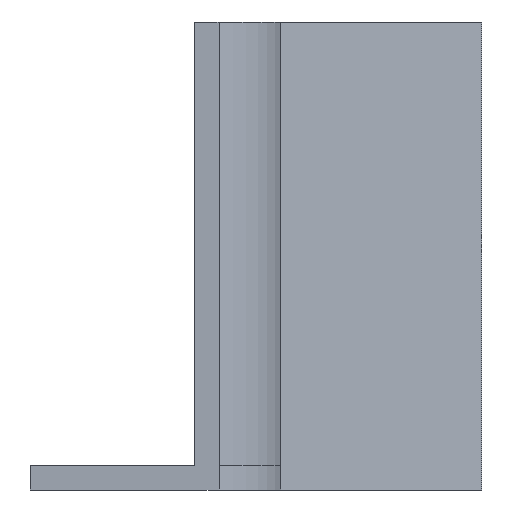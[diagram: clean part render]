
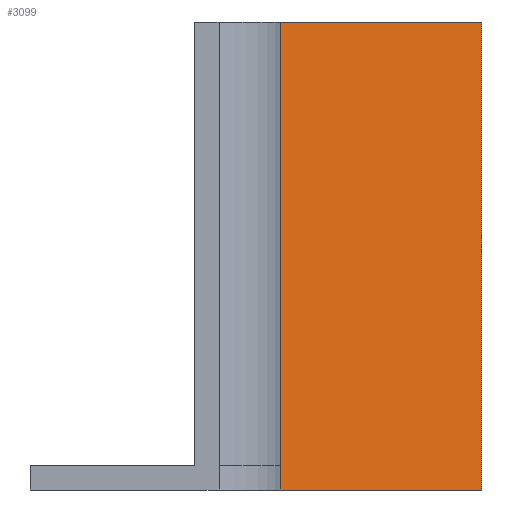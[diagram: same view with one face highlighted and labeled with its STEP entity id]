
A CAD part, left-side view. The second image highlights one B-rep face of the part: STEP entity #3099.
In plain terms, the highlighted planar face has unit normal (-0.977, -0.214, 0).
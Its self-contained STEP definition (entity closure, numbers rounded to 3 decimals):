
#100 = PLANE('',#101);
#101 = AXIS2_PLACEMENT_3D('',#102,#103,#104);
#102 = CARTESIAN_POINT('',(-12.29,1.5,28.5));
#103 = DIRECTION('',(0.,0.,1.));
#104 = DIRECTION('',(1.,0.,0.));
#1322 = PLANE('',#1323);
#1323 = AXIS2_PLACEMENT_3D('',#1324,#1325,#1326);
#1324 = CARTESIAN_POINT('',(-6.5,-16.,0.));
#1325 = DIRECTION('',(0.,1.,0.));
#1326 = DIRECTION('',(0.,0.,-1.));
#2283 = PLANE('',#2284);
#2284 = AXIS2_PLACEMENT_3D('',#2285,#2286,#2287);
#2285 = CARTESIAN_POINT('',(20.,11.5,0.));
#2286 = DIRECTION('',(0.,0.,1.));
#2287 = DIRECTION('',(1.,0.,0.));
#2488 = VERTEX_POINT('',#2489);
#2489 = CARTESIAN_POINT('',(-9.18,-3.749,0.));
#2504 = CYLINDRICAL_SURFACE('',#2505,6.5);
#2505 = AXIS2_PLACEMENT_3D('',#2506,#2507,#2508);
#2506 = CARTESIAN_POINT('',(-7.391,2.5,1.5));
#2507 = DIRECTION('',(0.,0.,1.));
#2508 = DIRECTION('',(-1.,-0.,-0.));
#2516 = EDGE_CURVE('',#2488,#2517,#2519,.T.);
#2517 = VERTEX_POINT('',#2518);
#2518 = CARTESIAN_POINT('',(-6.5,-16.,0.));
#2519 = SURFACE_CURVE('',#2520,(#2524,#2531),.PCURVE_S1.);
#2520 = LINE('',#2521,#2522);
#2521 = CARTESIAN_POINT('',(-10.,0.,0.));
#2522 = VECTOR('',#2523,1.);
#2523 = DIRECTION('',(0.214,-0.977,0.));
#2524 = PCURVE('',#2283,#2525);
#2525 = DEFINITIONAL_REPRESENTATION('',(#2526),#2530);
#2526 = LINE('',#2527,#2528);
#2527 = CARTESIAN_POINT('',(-30.,-11.5));
#2528 = VECTOR('',#2529,1.);
#2529 = DIRECTION('',(0.214,-0.977));
#2530 = ( GEOMETRIC_REPRESENTATION_CONTEXT(2) 
PARAMETRIC_REPRESENTATION_CONTEXT() REPRESENTATION_CONTEXT('2D SPACE',''
  ) );
#2531 = PCURVE('',#2532,#2537);
#2532 = PLANE('',#2533);
#2533 = AXIS2_PLACEMENT_3D('',#2534,#2535,#2536);
#2534 = CARTESIAN_POINT('',(-7.84,-9.874,
    14.25));
#2535 = DIRECTION('',(-0.977,-0.214,0.
    ));
#2536 = DIRECTION('',(0.214,-0.977,0.));
#2537 = DEFINITIONAL_REPRESENTATION('',(#2538),#2542);
#2538 = LINE('',#2539,#2540);
#2539 = CARTESIAN_POINT('',(-10.108,-14.25));
#2540 = VECTOR('',#2541,1.);
#2541 = DIRECTION('',(1.,0.));
#2542 = ( GEOMETRIC_REPRESENTATION_CONTEXT(2) 
PARAMETRIC_REPRESENTATION_CONTEXT() REPRESENTATION_CONTEXT('2D SPACE',''
  ) );
#2701 = EDGE_CURVE('',#2702,#2488,#2704,.T.);
#2702 = VERTEX_POINT('',#2703);
#2703 = CARTESIAN_POINT('',(-9.18,-3.749,1.5));
#2704 = SURFACE_CURVE('',#2705,(#2709,#2716),.PCURVE_S1.);
#2705 = LINE('',#2706,#2707);
#2706 = CARTESIAN_POINT('',(-9.18,-3.749,1.5));
#2707 = VECTOR('',#2708,1.);
#2708 = DIRECTION('',(-0.,-0.,-1.));
#2709 = PCURVE('',#2504,#2710);
#2710 = DEFINITIONAL_REPRESENTATION('',(#2711),#2715);
#2711 = LINE('',#2712,#2713);
#2712 = CARTESIAN_POINT('',(1.292,0.));
#2713 = VECTOR('',#2714,1.);
#2714 = DIRECTION('',(0.,-1.));
#2715 = ( GEOMETRIC_REPRESENTATION_CONTEXT(2) 
PARAMETRIC_REPRESENTATION_CONTEXT() REPRESENTATION_CONTEXT('2D SPACE',''
  ) );
#2716 = PCURVE('',#2532,#2717);
#2717 = DEFINITIONAL_REPRESENTATION('',(#2718),#2722);
#2718 = LINE('',#2719,#2720);
#2719 = CARTESIAN_POINT('',(-6.27,-12.75));
#2720 = VECTOR('',#2721,1.);
#2721 = DIRECTION('',(-0.,-1.));
#2722 = ( GEOMETRIC_REPRESENTATION_CONTEXT(2) 
PARAMETRIC_REPRESENTATION_CONTEXT() REPRESENTATION_CONTEXT('2D SPACE',''
  ) );
#2739 = CYLINDRICAL_SURFACE('',#2740,6.5);
#2740 = AXIS2_PLACEMENT_3D('',#2741,#2742,#2743);
#2741 = CARTESIAN_POINT('',(-7.391,2.5,1.5));
#2742 = DIRECTION('',(0.,0.,-1.));
#2743 = DIRECTION('',(-1.,-0.,-0.));
#2754 = EDGE_CURVE('',#2702,#2755,#2757,.T.);
#2755 = VERTEX_POINT('',#2756);
#2756 = CARTESIAN_POINT('',(-9.18,-3.749,28.5));
#2757 = SURFACE_CURVE('',#2758,(#2762,#2769),.PCURVE_S1.);
#2758 = LINE('',#2759,#2760);
#2759 = CARTESIAN_POINT('',(-9.18,-3.749,1.5));
#2760 = VECTOR('',#2761,1.);
#2761 = DIRECTION('',(0.,0.,1.));
#2762 = PCURVE('',#2739,#2763);
#2763 = DEFINITIONAL_REPRESENTATION('',(#2764),#2768);
#2764 = LINE('',#2765,#2766);
#2765 = CARTESIAN_POINT('',(4.991,0.));
#2766 = VECTOR('',#2767,1.);
#2767 = DIRECTION('',(0.,-1.));
#2768 = ( GEOMETRIC_REPRESENTATION_CONTEXT(2) 
PARAMETRIC_REPRESENTATION_CONTEXT() REPRESENTATION_CONTEXT('2D SPACE',''
  ) );
#2769 = PCURVE('',#2532,#2770);
#2770 = DEFINITIONAL_REPRESENTATION('',(#2771),#2775);
#2771 = LINE('',#2772,#2773);
#2772 = CARTESIAN_POINT('',(-6.27,-12.75));
#2773 = VECTOR('',#2774,1.);
#2774 = DIRECTION('',(-0.,1.));
#2775 = ( GEOMETRIC_REPRESENTATION_CONTEXT(2) 
PARAMETRIC_REPRESENTATION_CONTEXT() REPRESENTATION_CONTEXT('2D SPACE',''
  ) );
#3046 = EDGE_CURVE('',#2517,#3047,#3049,.T.);
#3047 = VERTEX_POINT('',#3048);
#3048 = CARTESIAN_POINT('',(-6.5,-16.,28.5));
#3049 = SURFACE_CURVE('',#3050,(#3054,#3061),.PCURVE_S1.);
#3050 = LINE('',#3051,#3052);
#3051 = CARTESIAN_POINT('',(-6.5,-16.,0.));
#3052 = VECTOR('',#3053,1.);
#3053 = DIRECTION('',(0.,0.,1.));
#3054 = PCURVE('',#1322,#3055);
#3055 = DEFINITIONAL_REPRESENTATION('',(#3056),#3060);
#3056 = LINE('',#3057,#3058);
#3057 = CARTESIAN_POINT('',(-0.,0.));
#3058 = VECTOR('',#3059,1.);
#3059 = DIRECTION('',(-1.,0.));
#3060 = ( GEOMETRIC_REPRESENTATION_CONTEXT(2) 
PARAMETRIC_REPRESENTATION_CONTEXT() REPRESENTATION_CONTEXT('2D SPACE',''
  ) );
#3061 = PCURVE('',#2532,#3062);
#3062 = DEFINITIONAL_REPRESENTATION('',(#3063),#3067);
#3063 = LINE('',#3064,#3065);
#3064 = CARTESIAN_POINT('',(6.27,-14.25));
#3065 = VECTOR('',#3066,1.);
#3066 = DIRECTION('',(-0.,1.));
#3067 = ( GEOMETRIC_REPRESENTATION_CONTEXT(2) 
PARAMETRIC_REPRESENTATION_CONTEXT() REPRESENTATION_CONTEXT('2D SPACE',''
  ) );
#3099 = ADVANCED_FACE('',(#3100),#2532,.T.);
#3100 = FACE_BOUND('',#3101,.F.);
#3101 = EDGE_LOOP('',(#3102,#3103,#3104,#3105,#3126));
#3102 = ORIENTED_EDGE('',*,*,#2516,.F.);
#3103 = ORIENTED_EDGE('',*,*,#2701,.F.);
#3104 = ORIENTED_EDGE('',*,*,#2754,.T.);
#3105 = ORIENTED_EDGE('',*,*,#3106,.T.);
#3106 = EDGE_CURVE('',#2755,#3047,#3107,.T.);
#3107 = SURFACE_CURVE('',#3108,(#3112,#3119),.PCURVE_S1.);
#3108 = LINE('',#3109,#3110);
#3109 = CARTESIAN_POINT('',(-10.,0.,28.5));
#3110 = VECTOR('',#3111,1.);
#3111 = DIRECTION('',(0.214,-0.977,0.));
#3112 = PCURVE('',#2532,#3113);
#3113 = DEFINITIONAL_REPRESENTATION('',(#3114),#3118);
#3114 = LINE('',#3115,#3116);
#3115 = CARTESIAN_POINT('',(-10.108,14.25));
#3116 = VECTOR('',#3117,1.);
#3117 = DIRECTION('',(1.,0.));
#3118 = ( GEOMETRIC_REPRESENTATION_CONTEXT(2) 
PARAMETRIC_REPRESENTATION_CONTEXT() REPRESENTATION_CONTEXT('2D SPACE',''
  ) );
#3119 = PCURVE('',#100,#3120);
#3120 = DEFINITIONAL_REPRESENTATION('',(#3121),#3125);
#3121 = LINE('',#3122,#3123);
#3122 = CARTESIAN_POINT('',(2.29,-1.5));
#3123 = VECTOR('',#3124,1.);
#3124 = DIRECTION('',(0.214,-0.977));
#3125 = ( GEOMETRIC_REPRESENTATION_CONTEXT(2) 
PARAMETRIC_REPRESENTATION_CONTEXT() REPRESENTATION_CONTEXT('2D SPACE',''
  ) );
#3126 = ORIENTED_EDGE('',*,*,#3046,.F.);
